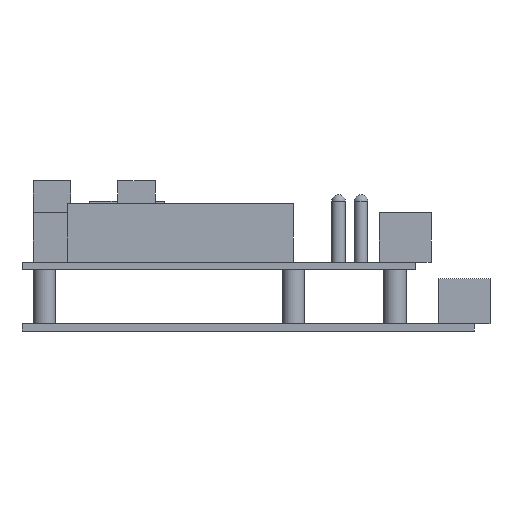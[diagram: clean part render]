
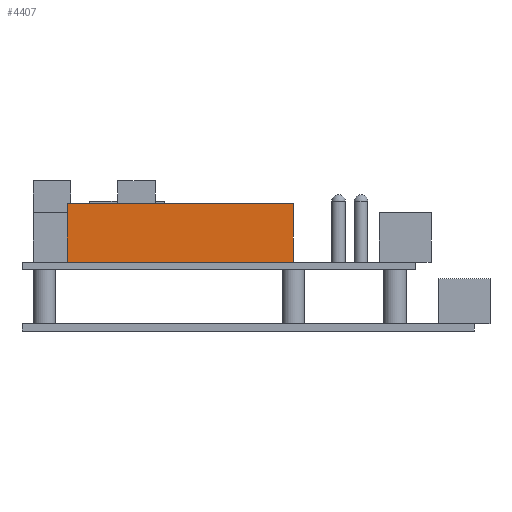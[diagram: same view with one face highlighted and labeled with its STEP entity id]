
A CAD part, left-side view. The second image highlights one B-rep face of the part: STEP entity #4407.
In plain terms, the highlighted planar face has unit normal (-1, 0, 0).
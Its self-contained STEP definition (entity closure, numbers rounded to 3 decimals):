
#255=PLANE('',#4715);
#416=FACE_OUTER_BOUND('',#683,.T.);
#683=EDGE_LOOP('',(#3303,#3304,#3305,#3306));
#1110=LINE('',#6879,#1476);
#1112=LINE('',#6883,#1478);
#1113=LINE('',#6885,#1479);
#1114=LINE('',#6886,#1480);
#1476=VECTOR('',#5566,10.);
#1478=VECTOR('',#5570,10.);
#1479=VECTOR('',#5571,10.);
#1480=VECTOR('',#5572,10.);
#2019=VERTEX_POINT('',#6876);
#2020=VERTEX_POINT('',#6878);
#2021=VERTEX_POINT('',#6882);
#2022=VERTEX_POINT('',#6884);
#2518=EDGE_CURVE('',#2020,#2019,#1110,.T.);
#2520=EDGE_CURVE('',#2019,#2021,#1112,.T.);
#2521=EDGE_CURVE('',#2022,#2021,#1113,.T.);
#2522=EDGE_CURVE('',#2020,#2022,#1114,.T.);
#3303=ORIENTED_EDGE('',*,*,#2520,.T.);
#3304=ORIENTED_EDGE('',*,*,#2521,.F.);
#3305=ORIENTED_EDGE('',*,*,#2522,.F.);
#3306=ORIENTED_EDGE('',*,*,#2518,.T.);
#4407=ADVANCED_FACE('',(#416),#255,.T.);
#4715=AXIS2_PLACEMENT_3D('',#6881,#5568,#5569);
#5566=DIRECTION('',(0.,0.,1.));
#5568=DIRECTION('center_axis',(-1.,0.,0.));
#5569=DIRECTION('ref_axis',(0.,0.,1.));
#5570=DIRECTION('',(0.,1.,0.));
#5571=DIRECTION('',(0.,0.,1.));
#5572=DIRECTION('',(0.,1.,0.));
#6876=CARTESIAN_POINT('',(2.,40.,28.2));
#6878=CARTESIAN_POINT('',(2.,40.,15.2));
#6879=CARTESIAN_POINT('',(2.,40.,15.2));
#6881=CARTESIAN_POINT('Origin',(2.,40.,15.2));
#6882=CARTESIAN_POINT('',(2.,90.,28.2));
#6883=CARTESIAN_POINT('',(2.,40.,28.2));
#6884=CARTESIAN_POINT('',(2.,90.,15.2));
#6885=CARTESIAN_POINT('',(2.,90.,15.2));
#6886=CARTESIAN_POINT('',(2.,48.25,15.2));
